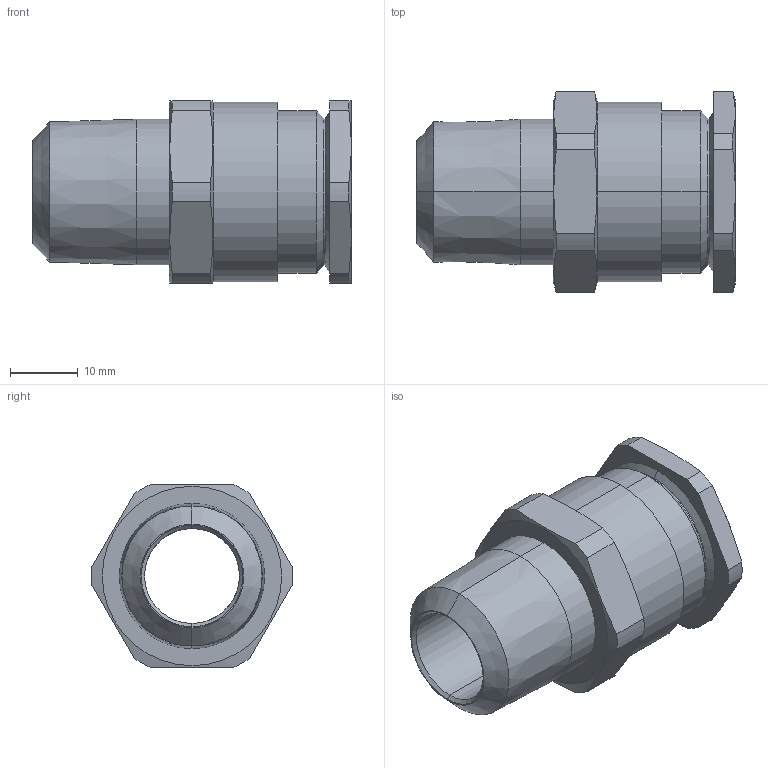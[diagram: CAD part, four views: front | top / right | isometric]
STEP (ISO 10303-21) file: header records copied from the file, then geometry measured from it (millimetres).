
FILE_DESCRIPTION (( 'STEP AP203' ), '1' );
FILE_NAME ('NPT 0.5 20.STEP', '2015-11-05T14:10:06', ( '' ), ( '' ), 'SwSTEP 2.0', 'SolidWorks 2014', '' );
FILE_SCHEMA (( 'CONFIG_CONTROL_DESIGN' ));
Length unit declared in the file: millimetre
Products named in the file (1): NPT 0.5 20
Bounding box: 47.1 x 29.69 x 27 mm (x, y, z)
Surface area: 6891.9 mm2 (no closed solid volume)
Topology: 0 solids, 3 shells, 68 faces, 166 edges, 104 vertices
Faces by surface type: cone 24, cylinder 24, plane 18, torus 2
Entity records: 2127 total; most frequent: CARTESIAN_POINT 443, DIRECTION 354, ORIENTED_EDGE 320, EDGE_CURVE 166, AXIS2_PLACEMENT_3D 147, VERTEX_POINT 104, CIRCLE 78, EDGE_LOOP 74
